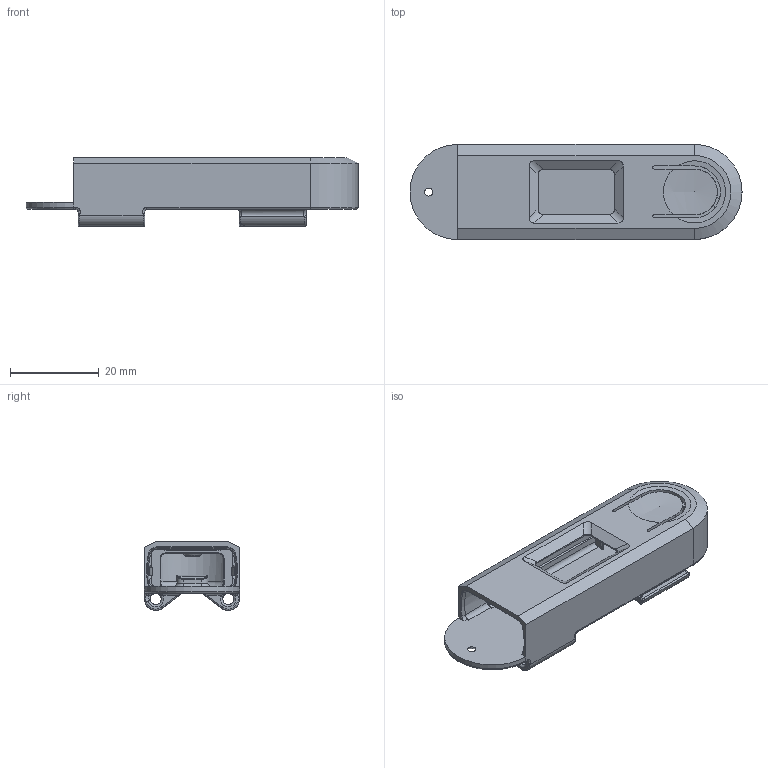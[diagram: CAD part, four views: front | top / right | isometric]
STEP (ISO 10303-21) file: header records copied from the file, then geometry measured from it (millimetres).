
FILE_DESCRIPTION(/* description */ (''),/* implementation_level */ '2;1');
FILE_NAME(/* name */ 'Case.step',/* time_stamp */ '2023-01-16T18:08:19+01:00',/* author */ (''),/* organization */ (''),/* preprocessor_version */ 'ST-DEVELOPER v19.2',/* originating_system */ 'Autodesk Translation Framework v11.17.0.187',/* authorisation */ '');
FILE_SCHEMA (('AUTOMOTIVE_DESIGN { 1 0 10303 214 3 1 1 }'));
Length unit declared in the file: millimetre
Products named in the file (1): Gehäuse
Bounding box: 74.7 x 21.4 x 15.46 mm (x, y, z)
Volume: 6535.3 mm3; surface area: 8646.8 mm2
Topology: 1 solids, 1 shells, 327 faces, 852 edges, 509 vertices
Faces by surface type: cylinder 117, plane 85, torus 59, bspline 50, cone 10, sphere 6
Full cylindrical faces by diameter (mm): 2.5 x2
Entity records: 11645 total; most frequent: CARTESIAN_POINT 3778, ORIENTED_EDGE 1674, DIRECTION 1646, EDGE_CURVE 837, AXIS2_PLACEMENT_3D 651, VERTEX_POINT 509, LINE 344, VECTOR 344
